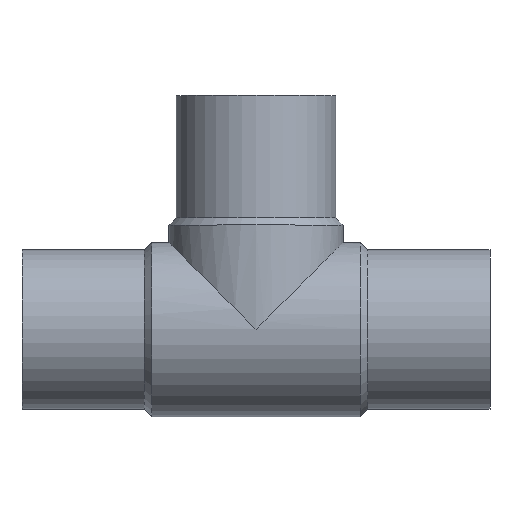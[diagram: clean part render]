
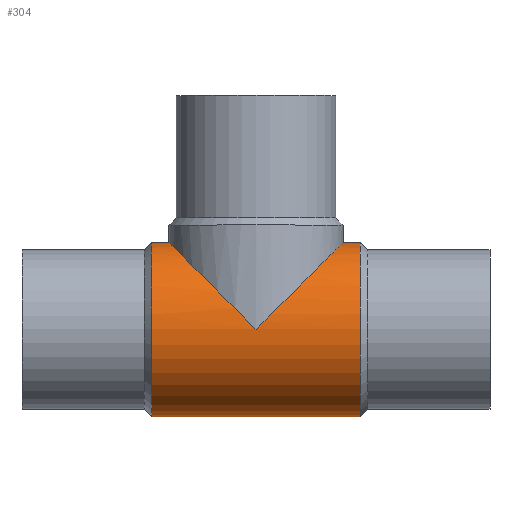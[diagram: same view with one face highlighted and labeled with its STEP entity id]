
A CAD part, top view. The second image highlights one B-rep face of the part: STEP entity #304.
In plain terms, the highlighted cylindrical face has radius 98.2 mm (diameter 196.4 mm), a partial arc.
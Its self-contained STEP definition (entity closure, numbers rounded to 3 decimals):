
#140 = EDGE_CURVE( '', #248, #288, #381, .T. );
#144 = VERTEX_POINT( '', #385 );
#154 = EDGE_CURVE( '', #296, #248, #399, .T. );
#170 = EDGE_CURVE( '', #208, #144, #418, .T. );
#208 = VERTEX_POINT( '', #461 );
#248 = VERTEX_POINT( '', #505 );
#250 = EDGE_CURVE( '', #288, #332, #507, .T. );
#288 = VERTEX_POINT( '', #549 );
#292 = VERTEX_POINT( '', #553 );
#296 = VERTEX_POINT( '', #557 );
#304 = ADVANCED_FACE( '', ( #565 ), #566, .T. );
#332 = VERTEX_POINT( '', #597 );
#338 = EDGE_CURVE( '', #332, #144, #605, .T. );
#342 = EDGE_CURVE( '', #208, #292, #609, .T. );
#348 = EDGE_CURVE( '', #292, #296, #615, .T. );
#381 = ELLIPSE( '', #640, 138.876, 98.2 );
#385 = CARTESIAN_POINT( '', ( -381.8, 98.2, 0. ) );
#399 = LINE( '', #660, #661 );
#418 = CIRCLE( '', #686, 98.2 );
#461 = CARTESIAN_POINT( '', ( -381.8, -98.2, 0. ) );
#505 = CARTESIAN_POINT( '', ( -165.8, 98.2, 0. ) );
#507 = ELLIPSE( '', #803, 138.876, 98.2 );
#549 = CARTESIAN_POINT( '', ( -264., 0., 98.2 ) );
#553 = CARTESIAN_POINT( '', ( -146.2, -98.2, 0. ) );
#557 = CARTESIAN_POINT( '', ( -146.2, 98.2, 0. ) );
#565 = FACE_OUTER_BOUND( '', #879, .T. );
#566 = CYLINDRICAL_SURFACE( '', #880, 98.2 );
#597 = CARTESIAN_POINT( '', ( -362.2, 98.2, 0. ) );
#605 = LINE( '', #928, #929 );
#609 = LINE( '', #934, #935 );
#615 = CIRCLE( '', #942, 98.2 );
#640 = AXIS2_PLACEMENT_3D( '', #973, #974, #975 );
#660 = CARTESIAN_POINT( '', ( -264., 98.2, 0. ) );
#661 = VECTOR( '', #995, 1. );
#686 = AXIS2_PLACEMENT_3D( '', #1020, #1021, #1022 );
#803 = AXIS2_PLACEMENT_3D( '', #1140, #1141, #1142 );
#879 = EDGE_LOOP( '', ( #1211, #1212, #1213, #1214, #1215, #1216, #1217 ) );
#880 = AXIS2_PLACEMENT_3D( '', #1218, #1219, #1220 );
#928 = CARTESIAN_POINT( '', ( -264., 98.2, 0. ) );
#929 = VECTOR( '', #1276, 1. );
#934 = CARTESIAN_POINT( '', ( -264., -98.2, 0. ) );
#935 = VECTOR( '', #1277, 1. );
#942 = AXIS2_PLACEMENT_3D( '', #1278, #1279, #1280 );
#973 = CARTESIAN_POINT( '', ( -264., 0., 0. ) );
#974 = DIRECTION( '', ( 0.707, -0.707, 0. ) );
#975 = DIRECTION( '', ( 0.707, 0.707, 0. ) );
#995 = DIRECTION( '', ( -1., 0., 0. ) );
#1020 = CARTESIAN_POINT( '', ( -381.8, 0., 0. ) );
#1021 = DIRECTION( '', ( -1., 0., 0. ) );
#1022 = DIRECTION( '', ( 0., 1., 0. ) );
#1140 = CARTESIAN_POINT( '', ( -264., 0., 0. ) );
#1141 = DIRECTION( '', ( -0.707, -0.707, 0. ) );
#1142 = DIRECTION( '', ( 0.707, -0.707, 0. ) );
#1211 = ORIENTED_EDGE( '', *, *, #154, .T. );
#1212 = ORIENTED_EDGE( '', *, *, #140, .T. );
#1213 = ORIENTED_EDGE( '', *, *, #250, .T. );
#1214 = ORIENTED_EDGE( '', *, *, #338, .T. );
#1215 = ORIENTED_EDGE( '', *, *, #170, .F. );
#1216 = ORIENTED_EDGE( '', *, *, #342, .T. );
#1217 = ORIENTED_EDGE( '', *, *, #348, .T. );
#1218 = CARTESIAN_POINT( '', ( -264., 0., 0. ) );
#1219 = DIRECTION( '', ( 1., 0., 0. ) );
#1220 = DIRECTION( '', ( 0., 1., 0. ) );
#1276 = DIRECTION( '', ( -1., 0., 0. ) );
#1277 = DIRECTION( '', ( 1., 0., 0. ) );
#1278 = CARTESIAN_POINT( '', ( -146.2, 0., 0. ) );
#1279 = DIRECTION( '', ( -1., 0., 0. ) );
#1280 = DIRECTION( '', ( 0., 1., 0. ) );
